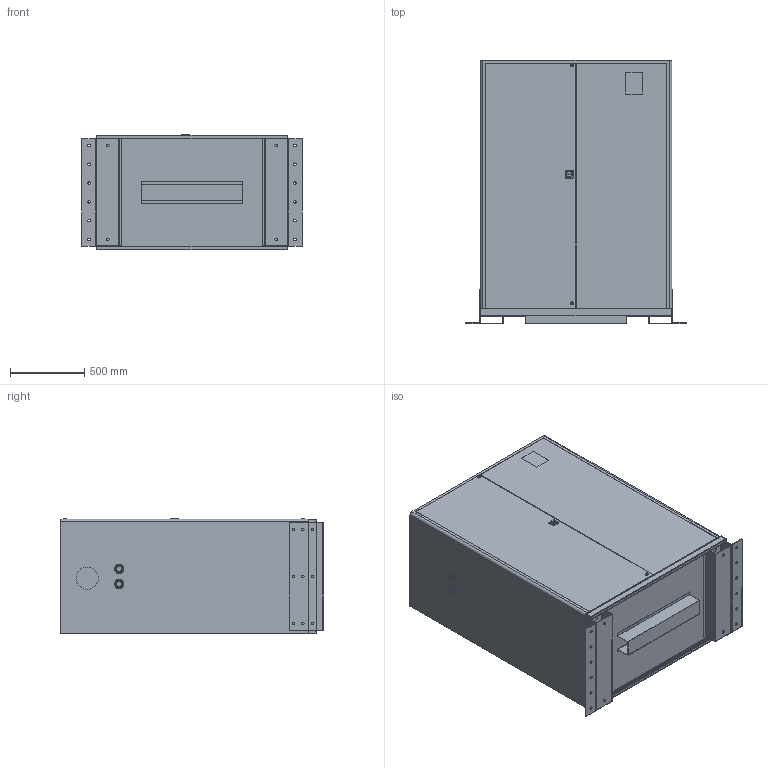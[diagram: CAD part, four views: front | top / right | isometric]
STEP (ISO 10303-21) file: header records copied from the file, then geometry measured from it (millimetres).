
FILE_DESCRIPTION (( 'STEP AP214' ), '1' );
FILE_NAME ('INV1D-SV.STEP', '2025-09-12T21:17:14', ( '' ), ( '' ), 'SwSTEP 2.0', 'SolidWorks 2016', '' );
FILE_SCHEMA (( 'AUTOMOTIVE_DESIGN' ));
Length unit declared in the file: inch
Products named in the file (7): INV1D-SV; 5009-854; WR Lock01; INV1D Item 1; WR Pull Handle; INV1D; Base51
Assembly tree (8 placements, depth 3):
  INV1D-SV
    INV1D
      Base51
      INV1D Item 1
      WR Pull Handle
      WR Lock01  x2
    5009-854  x2
Bounding box: 1492.25 x 1778 x 781.09 mm (x, y, z)
Volume: 1689417955.2 mm3; surface area: 14223262.2 mm2
Topology: 14 solids, 14 shells, 432 faces, 980 edges, 626 vertices
Faces by surface type: cylinder 217, plane 205, bspline 6, cone 4
Entity records: 11067 total; most frequent: CARTESIAN_POINT 1956, DIRECTION 1948, ORIENTED_EDGE 1670, EDGE_CURVE 835, AXIS2_PLACEMENT_3D 742, VERTEX_POINT 532, EDGE_LOOP 473, VECTOR 464
